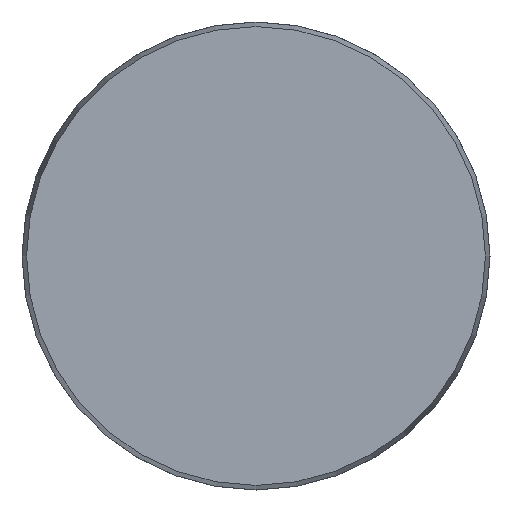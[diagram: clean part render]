
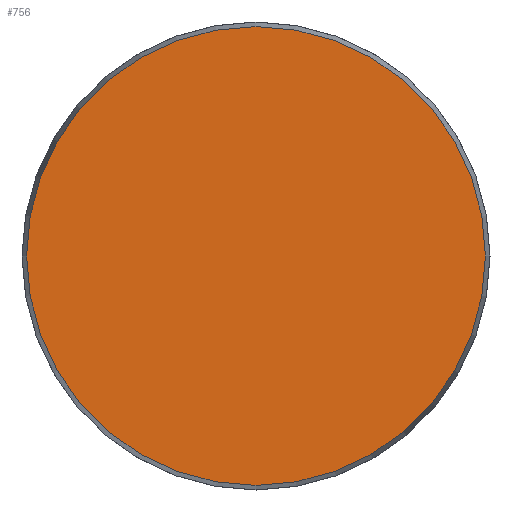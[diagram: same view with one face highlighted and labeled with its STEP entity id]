
A CAD part, front view. The second image highlights one B-rep face of the part: STEP entity #756.
In plain terms, the highlighted planar face has unit normal (0, -1, 0).
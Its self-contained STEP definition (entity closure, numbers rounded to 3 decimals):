
#48 = DIRECTION ( 'NONE',  ( 0., 0., -1. ) ) ;
#64 = VERTEX_POINT ( 'NONE', #538 ) ;
#127 = EDGE_CURVE ( 'NONE', #64, #64, #701, .T. ) ;
#235 = CARTESIAN_POINT ( 'NONE',  ( -28.425, 0., 0. ) ) ;
#244 = ORIENTED_EDGE ( 'NONE', *, *, #127, .T. ) ;
#284 = CARTESIAN_POINT ( 'NONE',  ( 0., 0., 0. ) ) ;
#345 = AXIS2_PLACEMENT_3D ( 'NONE', #235, #412, #405 ) ;
#394 = DIRECTION ( 'NONE',  ( 0., -1., 0. ) ) ;
#405 = DIRECTION ( 'NONE',  ( 0., 0., 1. ) ) ;
#408 = PLANE ( 'NONE',  #345 ) ;
#412 = DIRECTION ( 'NONE',  ( 0., 1., 0. ) ) ;
#443 = EDGE_LOOP ( 'NONE', ( #244 ) ) ;
#470 = FACE_OUTER_BOUND ( 'NONE', #443, .T. ) ;
#538 = CARTESIAN_POINT ( 'NONE',  ( 0., 0., -28.425 ) ) ;
#701 = CIRCLE ( 'NONE', #737, 28.425 ) ;
#737 = AXIS2_PLACEMENT_3D ( 'NONE', #284, #394, #48 ) ;
#756 = ADVANCED_FACE ( 'NONE', ( #470 ), #408, .F. ) ;
